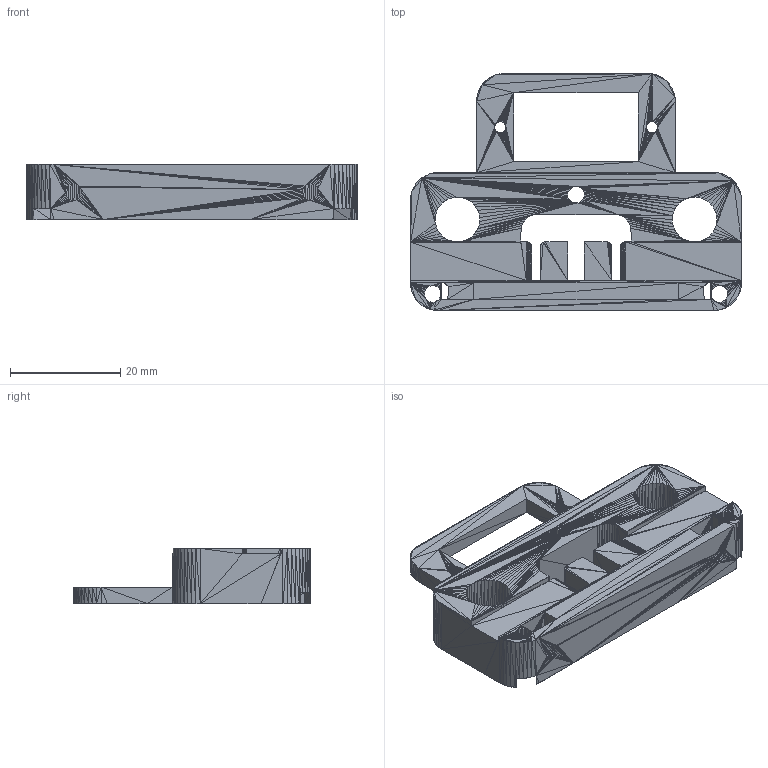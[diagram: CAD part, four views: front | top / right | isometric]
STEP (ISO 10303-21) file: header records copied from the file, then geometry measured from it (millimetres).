
FILE_DESCRIPTION((''),'2;1');
FILE_NAME('Y Support Front', '2026-02-18T06:56:07', (''), (''), 'ImageToStl.com STEP Converter','', '');
FILE_SCHEMA(('AUTOMOTIVE_DESIGN_CC2'));
Length unit declared in the file: metre
Products named in the file (1): product0
Bounding box: 60 x 43 x 10 mm (x, y, z)
Surface area: 7223.4 mm2 (no closed solid volume)
Topology: 0 solids, 2462 shells, 2462 faces, 7386 edges, 1203 vertices
Faces by surface type: plane 2462
Entity records: 56598 total; most frequent: DIRECTION 12312, ORIENTED_EDGE 7386, EDGE_CURVE 7386, LINE 7386, VECTOR 7386, AXIS2_PLACEMENT_3D 2463, FACE_SURFACE 2462, PLANE 2462
